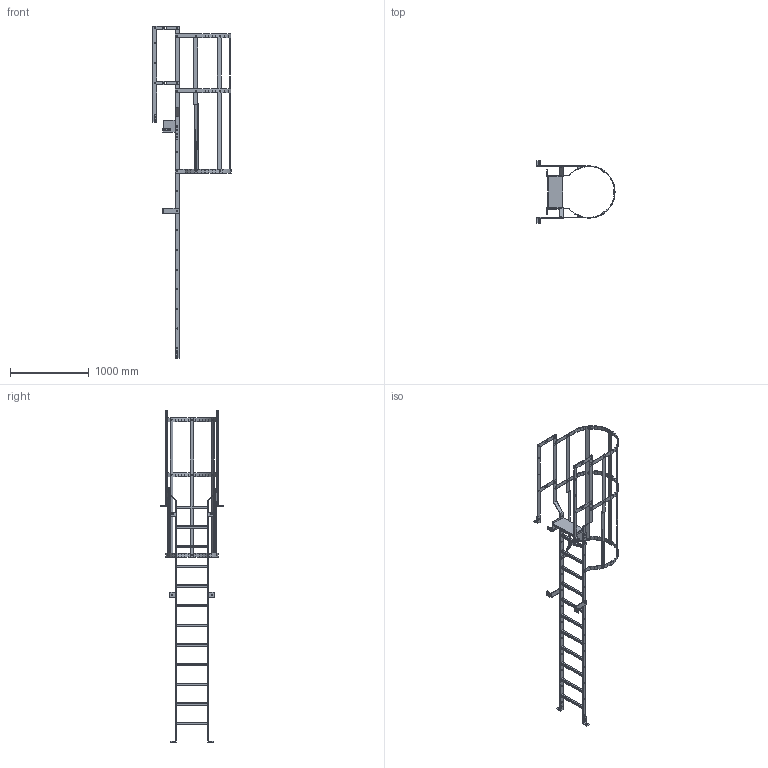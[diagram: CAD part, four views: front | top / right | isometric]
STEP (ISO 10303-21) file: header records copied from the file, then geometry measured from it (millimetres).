
FILE_DESCRIPTION(('Open CASCADE Model'),'2;1');
FILE_NAME('Open CASCADE Shape Model','2021-11-09T15:56:24',('Author'),( 'Open CASCADE'),'Open CASCADE STEP processor 7.3','Open CASCADE 7.3' ,'Unknown');
FILE_SCHEMA(('AUTOMOTIVE_DESIGN { 1 0 10303 214 1 1 1 1 }'));
Length unit declared in the file: millimetre
Products named in the file (853): product-700f17d4-2d88-469f-a2aa-d5e6b5d18654-body 1; product-cf4f4cfb-e050-4e87-b9d8-5e52efcbe012-body 2; product-cf4f4cfb-e050-4e87-b9d8-5e52efcbe012-body 2.1; product-cf4f4cfb-e050-4e87-b9d8-5e52efcbe012-body 2.1.1; product-d4cf95fa-8975-4f40-b6d3-8da80ca06f07-body 3; product-d4cf95fa-8975-4f40-b6d3-8da80ca06f07-body 3.1; product-d4cf95fa-8975-4f40-b6d3-8da80ca06f07-body 3.1.1; product-c6b236ae-e272-44d8-b735-b577c2266149-body 4; product-c6b236ae-e272-44d8-b735-b577c2266149-body 4.1; product-c6b236ae-e272-44d8-b735-b577c2266149-body 4.1.1; product-cde96182-bfc2-421a-af58-1bb85a0efe55-body 5; product-cde96182-bfc2-421a-af58-1bb85a0efe55-body 5.1; product-cde96182-bfc2-421a-af58-1bb85a0efe55-body 5.1.1; product-8674be1b-de92-44ed-bc1e-762124b992f6-body 6; product-8674be1b-de92-44ed-bc1e-762124b992f6-body 6.1; product-8674be1b-de92-44ed-bc1e-762124b992f6-body 6.1.1; product-fde041ec-b237-40b3-ace3-3b022a74c607-body 7; product-fde041ec-b237-40b3-ace3-3b022a74c607-body 7.1; product-fde041ec-b237-40b3-ace3-3b022a74c607-body 7.1.1; product-0450bda2-a7b4-41b9-859d-05565c67406a-body 8; product-0450bda2-a7b4-41b9-859d-05565c67406a-body 8.1; product-0450bda2-a7b4-41b9-859d-05565c67406a-body 8.1.1; product-5f8b6865-aaf6-4c01-84ec-5dc93df7c046-body 9; product-5f8b6865-aaf6-4c01-84ec-5dc93df7c046-body 9.1; product-5f8b6865-aaf6-4c01-84ec-5dc93df7c046-body 9.1.1; product-c74d0d61-98b9-4465-9d9b-2681e3a40beb-body 10; product-c74d0d61-98b9-4465-9d9b-2681e3a40beb-body 10.1; product-c74d0d61-98b9-4465-9d9b-2681e3a40beb-body 10.1.1; product-5e50d755-1f22-432f-858a-f2412c363ffe-body 11; product-5e50d755-1f22-432f-858a-f2412c363ffe-body 11.1; product-5e50d755-1f22-432f-858a-f2412c363ffe-body 11.1.1; product-a09a2ab2-0c32-417f-82d3-3a802c521fd4-body 12; product-a09a2ab2-0c32-417f-82d3-3a802c521fd4-body 12.1; product-a09a2ab2-0c32-417f-82d3-3a802c521fd4-body 12.1.1; product-f29a0e85-95ec-4c3b-9b2d-b1ba035eaa1d-body 13; product-f29a0e85-95ec-4c3b-9b2d-b1ba035eaa1d-body 13.1; product-f29a0e85-95ec-4c3b-9b2d-b1ba035eaa1d-body 13.1.1; product-f29a0e85-95ec-4c3b-9b2d-b1ba035eaa1d-body 13.1.2; product-f29a0e85-95ec-4c3b-9b2d-b1ba035eaa1d-body 13.1.3; product-f29a0e85-95ec-4c3b-9b2d-b1ba035eaa1d-body 13.1.4 ...
Assembly tree (817 placements, depth 4):
  product-700f17d4-2d88-469f-a2aa-d5e6b5d18654-body 1
  product-cf4f4cfb-e050-4e87-b9d8-5e52efcbe012-body 2
    product-cf4f4cfb-e050-4e87-b9d8-5e52efcbe012-body 2.1
      product-cf4f4cfb-e050-4e87-b9d8-5e52efcbe012-body 2.1.1
  product-d4cf95fa-8975-4f40-b6d3-8da80ca06f07-body 3
    product-d4cf95fa-8975-4f40-b6d3-8da80ca06f07-body 3.1
      product-d4cf95fa-8975-4f40-b6d3-8da80ca06f07-body 3.1.1
  product-c6b236ae-e272-44d8-b735-b577c2266149-body 4
    product-c6b236ae-e272-44d8-b735-b577c2266149-body 4.1
      product-c6b236ae-e272-44d8-b735-b577c2266149-body 4.1.1
  product-cde96182-bfc2-421a-af58-1bb85a0efe55-body 5
    product-cde96182-bfc2-421a-af58-1bb85a0efe55-body 5.1
      product-cde96182-bfc2-421a-af58-1bb85a0efe55-body 5.1.1
Bounding box: 993.8 x 796 x 4225 mm (x, y, z)
Volume: 6845061.4 mm3; surface area: 4281625.1 mm2
Topology: 26 solids, 790 shells, 1111 faces, 5265 edges, 4970 vertices
Faces by surface type: plane 1018, cylinder 93
Full cylindrical faces by diameter (mm): 14 x57, 15 x6
Entity records: 110646 total; most frequent: CARTESIAN_POINT 19142, DIRECTION 15011, LINE 10671, VECTOR 10671, ORIENTED_EDGE 6150, PCURVE 6150, DEFINITIONAL_REPRESENTATION 6150, EDGE_CURVE 5265
